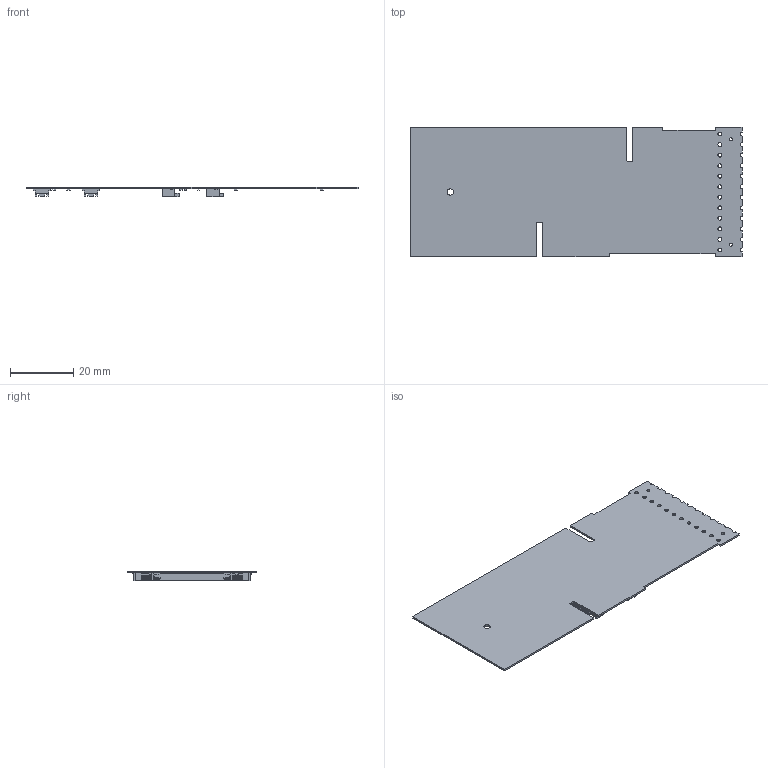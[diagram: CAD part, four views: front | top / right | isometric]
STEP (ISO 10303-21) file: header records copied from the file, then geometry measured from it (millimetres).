
FILE_DESCRIPTION(('Open CASCADE Model'),'2;1');
FILE_NAME('Open CASCADE Shape Model','2015-11-24T14:59:47',('Author'),( 'Open CASCADE'),'Open CASCADE STEP processor 6.5','Open CASCADE 6.5' ,'Unknown');
FILE_SCHEMA(('AUTOMOTIVE_DESIGN { 1 0 10303 214 1 1 1 1 }'));
Length unit declared in the file: millimetre
Products named in the file (42): PCB; BoardAB_L1&L2_v1.1.4; C27AB_L1&L2_v1.1.4; 0402-C; C28AB_L1&L2_v1.1.4; C22AB_L1&L2_v1.1.4; C26AB_L1&L2_v1.1.4; C29AB_L1&L2_v1.1.4; C15AB_L1&L2_v1.1.4; C7AB_L1&L2_v1.1.4; C13AB_L1&L2_v1.1.4; C1AB_L1&L2_v1.1.4; C19AB_L1&L2_v1.1.4; C10AB_L1&L2_v1.1.4; C23AB_L1&L2_v1.1.4; C4AB_L1&L2_v1.1.4; C17AB_L1&L2_v1.1.4; C8AB_L1&L2_v1.1.4; C14AB_L1&L2_v1.1.4; C2AB_L1&L2_v1.1.4; C20AB_L1&L2_v1.1.4; C11AB_L1&L2_v1.1.4; C24AB_L1&L2_v1.1.4; C5AB_L1&L2_v1.1.4; C18AB_L1&L2_v1.1.4; C9AB_L1&L2_v1.1.4; C16AB_L1&L2_v1.1.4; C3AB_L1&L2_v1.1.4; C21AB_L1&L2_v1.1.4; C12AB_L1&L2_v1.1.4; C25AB_L1&L2_v1.1.4; C6AB_L1&L2_v1.1.4; CON5AB_L1&L2_v1.1.4; Molex_52991-0808-simplified; CON4AB_L1&L2_v1.1.4; CON3AB_L1&L2_v1.1.4; Molex_502790-3091-simplified; CON2AB_L1&L2_v1.1.4; Molex_502790-6491-simplified; R1AB_L1&L2_v1.1.4 ...
Assembly tree (71 placements, depth 3):
  PCB
    BoardAB_L1&L2_v1.1.4
    C27AB_L1&L2_v1.1.4
      0402-C
    C28AB_L1&L2_v1.1.4
      0402-C
    C22AB_L1&L2_v1.1.4
      0402-C
    C26AB_L1&L2_v1.1.4
      0402-C
    C29AB_L1&L2_v1.1.4
      0402-C
    C15AB_L1&L2_v1.1.4
      0402-C
    C7AB_L1&L2_v1.1.4
      0402-C
    C13AB_L1&L2_v1.1.4
      0402-C
    C1AB_L1&L2_v1.1.4
      0402-C
    C19AB_L1&L2_v1.1.4
      0402-C
    C10AB_L1&L2_v1.1.4
      0402-C
    C23AB_L1&L2_v1.1.4
      0402-C
    C4AB_L1&L2_v1.1.4
      0402-C
    C17AB_L1&L2_v1.1.4
      0402-C
    C8AB_L1&L2_v1.1.4
      0402-C
    C14AB_L1&L2_v1.1.4
      0402-C
    C2AB_L1&L2_v1.1.4
      0402-C
    C20AB_L1&L2_v1.1.4
      0402-C
    C11AB_L1&L2_v1.1.4
      0402-C
    C24AB_L1&L2_v1.1.4
      0402-C
    C5AB_L1&L2_v1.1.4
      0402-C
    C18AB_L1&L2_v1.1.4
      0402-C
    C9AB_L1&L2_v1.1.4
      0402-C
    C16AB_L1&L2_v1.1.4
      0402-C
    C3AB_L1&L2_v1.1.4
      0402-C
    C21AB_L1&L2_v1.1.4
      0402-C
    C12AB_L1&L2_v1.1.4
      0402-C
    C25AB_L1&L2_v1.1.4
      0402-C
    C6AB_L1&L2_v1.1.4
      0402-C
Bounding box: 105 x 41 x 3.09 mm (x, y, z)
Volume: 3258.9 mm3; surface area: 11068.3 mm2
Topology: 36 solids, 36 shells, 2649 faces, 7057 edges, 4310 vertices
Faces by surface type: plane 1822, cylinder 595, sphere 232
Full cylindrical faces by diameter (mm): 1 x2, 1.2 x12, 2 x1
Entity records: 74273 total; most frequent: CARTESIAN_POINT 12891, DIRECTION 11097, LINE 8753, VECTOR 8753, ORIENTED_EDGE 5982, PCURVE 5982, DEFINITIONAL_REPRESENTATION 5982, EDGE_CURVE 2991
